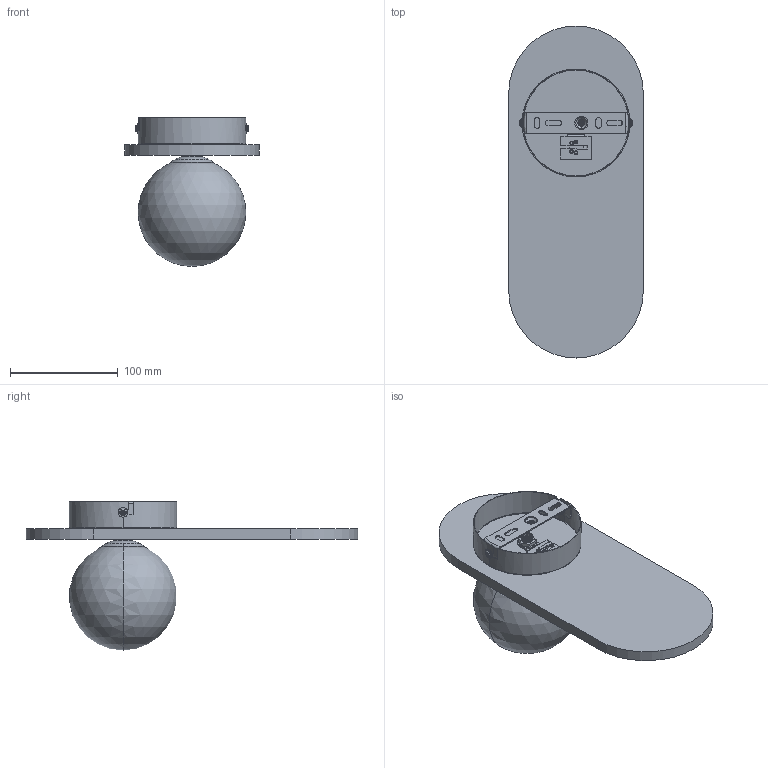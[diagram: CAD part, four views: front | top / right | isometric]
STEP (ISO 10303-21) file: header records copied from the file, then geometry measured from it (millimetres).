
FILE_DESCRIPTION((''),'2;1');
FILE_NAME('0348_ASM','2026-01-13T',('PWJ'),(''),'PRO/ENGINEER BY PARAMETRIC TECHNOLOGY CORPORATION, 2010280','PRO/ENGINEER BY PARAMETRIC TECHNOLOGY CORPORATION, 2010280','');
FILE_SCHEMA(('CONFIG_CONTROL_DESIGN'));
Length unit declared in the file: millimetre
Products named in the file (19): WO348-02; WO348-03; WO348-06; 0348-03_ASM; WO348-01; WO348-08; WO348-05; WO348-07; WO348-09; SXT00043-010; SXT00043-011; SXT00043-012; SXT00043-013; 0348-01_ASM; SXT00043-014; SXT00043-014-1; 0348-02_ASM; WO348-04; 0348_ASM
Assembly tree (22 placements, depth 3):
  0348_ASM
    0348-03_ASM
      WO348-02
      WO348-03
      WO348-06  x2
    WO348-01
    WO348-08
    WO348-05
    WO348-07  x2
    WO348-09  x2
    0348-01_ASM
      SXT00043-010
      SXT00043-011
      SXT00043-012  x2
      SXT00043-013
    0348-02_ASM
      SXT00043-014
      SXT00043-014-1
    WO348-04
Bounding box: 125 x 308 x 137.97 mm (x, y, z)
Volume: 468314.3 mm3; surface area: 194840.9 mm2
Topology: 19 solids, 19 shells, 868 faces, 2306 edges, 1474 vertices
Faces by surface type: cylinder 391, plane 278, bspline 93, torus 53, sphere 27, cone 26
Entity records: 55928 total; most frequent: CARTESIAN_POINT 38525, ORIENTED_EDGE 3758, DIRECTION 3293, EDGE_CURVE 1879, AXIS2_PLACEMENT_3D 1236, VERTEX_POINT 1211, VECTOR 821, LINE 821
